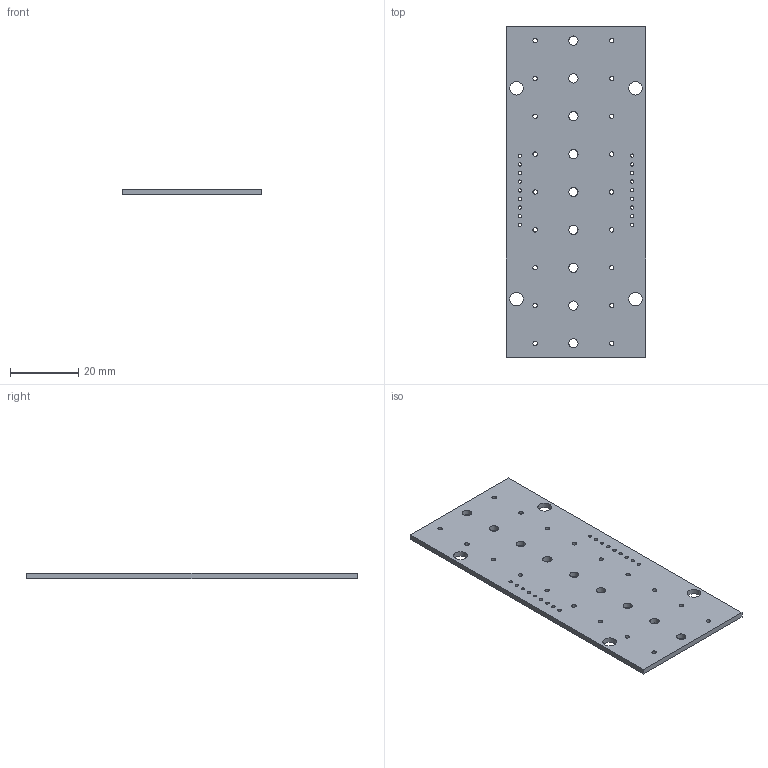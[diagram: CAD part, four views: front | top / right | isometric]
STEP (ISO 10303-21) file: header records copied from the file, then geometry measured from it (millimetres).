
FILE_DESCRIPTION(('KiCad electronic assembly'),'2;1');
FILE_NAME('EN-A0001-01001-AA - Placa de Fus_veis (BMS).step', '2022-03-14T16:45:28',('Pcbnew'),('Kicad'), 'Open CASCADE STEP processor 7.6','KiCad to STEP converter','Unknown' );
FILE_SCHEMA(('AUTOMOTIVE_DESIGN { 1 0 10303 214 1 1 1 1 }'));
Length unit declared in the file: millimetre
Products named in the file (2): EN-A0001-01001-AA - Placa de Fus_veis (BMS) 1; EN-A0001-01001-AA - Placa de FusÃ­veis (BMS) PCB
Assembly tree (1 placements, depth 2):
  EN-A0001-01001-AA - Placa de Fus_veis (BMS) 1
    EN-A0001-01001-AA - Placa de FusÃ­veis (BMS) PCB
Bounding box: 41 x 97 x 1.6 mm (x, y, z)
Volume: 6139.5 mm3; surface area: 8526.6 mm2
Topology: 1 solids, 1 shells, 55 faces, 159 edges, 106 vertices
Faces by surface type: cylinder 49, plane 6
Full cylindrical faces by diameter (mm): 1 x18, 1.3 x18, 2.7 x9, 4 x4
Entity records: 4181 total; most frequent: DIRECTION 689, CARTESIAN_POINT 640, ORIENTED_EDGE 318, PCURVE 318, DEFINITIONAL_REPRESENTATION 318, LINE 281, VECTOR 281, CIRCLE 196
